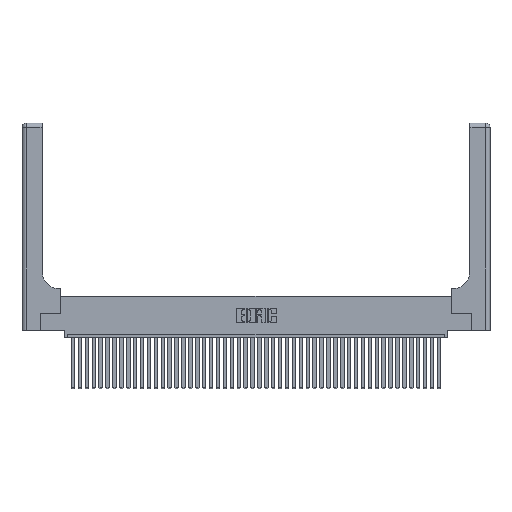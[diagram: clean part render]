
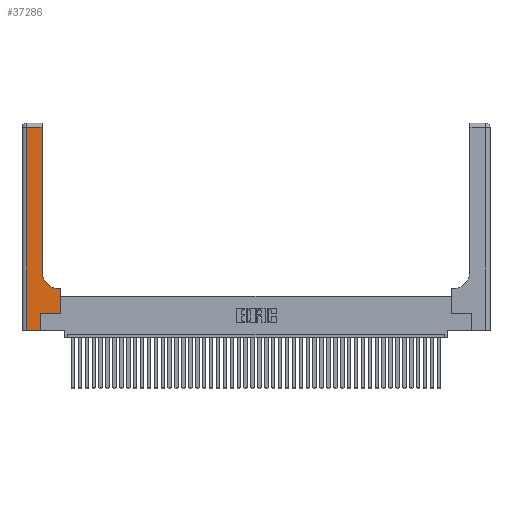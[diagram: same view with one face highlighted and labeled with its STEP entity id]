
A CAD part, top view. The second image highlights one B-rep face of the part: STEP entity #37286.
In plain terms, the highlighted planar face has unit normal (0, 0, 1).
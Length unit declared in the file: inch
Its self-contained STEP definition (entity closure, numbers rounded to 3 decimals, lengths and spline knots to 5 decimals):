
#292 = VERTEX_POINT ( 'NONE', #43613 ) ;
#2326 = DIRECTION ( 'NONE',  ( 0., 1., 0. ) ) ;
#2719 = ORIENTED_EDGE ( 'NONE', *, *, #24458, .T. ) ;
#3929 = ORIENTED_EDGE ( 'NONE', *, *, #5238, .T. ) ;
#4062 = DIRECTION ( 'NONE',  ( -1., 0., 0. ) ) ;
#4231 = DIRECTION ( 'NONE',  ( -1., 0., 0. ) ) ;
#4896 = LINE ( 'NONE', #41344, #41581 ) ;
#5234 = CARTESIAN_POINT ( 'NONE',  ( 0.5585, 0.25, 0.37 ) ) ;
#5238 = EDGE_CURVE ( 'NONE', #25144, #25722, #21532, .T. ) ;
#5270 = CARTESIAN_POINT ( 'NONE',  ( 0.06, 2.94, 0.37 ) ) ;
#6835 = VERTEX_POINT ( 'NONE', #11207 ) ;
#7168 = LINE ( 'NONE', #24764, #14624 ) ;
#7266 = CARTESIAN_POINT ( 'NONE',  ( 0.5415, 0.85, 0.37 ) ) ;
#9829 = EDGE_CURVE ( 'NONE', #292, #34597, #16263, .T. ) ;
#10064 = DIRECTION ( 'NONE',  ( -1., 0., 0. ) ) ;
#11207 = CARTESIAN_POINT ( 'NONE',  ( 0.5585, 0.6, 0.37 ) ) ;
#11236 = ORIENTED_EDGE ( 'NONE', *, *, #23190, .T. ) ;
#11598 = VECTOR ( 'NONE', #10064, 39.37008 ) ;
#11764 = FACE_OUTER_BOUND ( 'NONE', #20619, .T. ) ;
#12522 = LINE ( 'NONE', #5234, #34355 ) ;
#14624 = VECTOR ( 'NONE', #4062, 39.37008 ) ;
#14704 = LINE ( 'NONE', #43807, #21640 ) ;
#14749 = ORIENTED_EDGE ( 'NONE', *, *, #19548, .T. ) ;
#14970 = DIRECTION ( 'NONE',  ( 0., 0., -1. ) ) ;
#15288 = LINE ( 'NONE', #26433, #11598 ) ;
#15341 = CARTESIAN_POINT ( 'NONE',  ( 0.5585, 0.25, 0.37 ) ) ;
#16215 = ORIENTED_EDGE ( 'NONE', *, *, #9829, .T. ) ;
#16220 = EDGE_CURVE ( 'NONE', #34597, #6835, #12522, .T. ) ;
#16263 = LINE ( 'NONE', #33015, #43975 ) ;
#17098 = DIRECTION ( 'NONE',  ( 0., -1., 0. ) ) ;
#19456 = CARTESIAN_POINT ( 'NONE',  ( 0.2915, 0.85, 0.37 ) ) ;
#19548 = EDGE_CURVE ( 'NONE', #29546, #292, #36327, .T. ) ;
#20428 = CIRCLE ( 'NONE', #41087, 0.25 ) ;
#20619 = EDGE_LOOP ( 'NONE', ( #11236, #40082, #3929, #35154, #14749, #16215, #33752, #20631, #2719 ) ) ;
#20631 = ORIENTED_EDGE ( 'NONE', *, *, #22496, .T. ) ;
#20725 = VERTEX_POINT ( 'NONE', #26656 ) ;
#21072 = DIRECTION ( 'NONE',  ( 0., 0., -1. ) ) ;
#21532 = LINE ( 'NONE', #41226, #29527 ) ;
#21640 = VECTOR ( 'NONE', #27114, 39.37008 ) ;
#21801 = VERTEX_POINT ( 'NONE', #43887 ) ;
#22496 = EDGE_CURVE ( 'NONE', #6835, #21801, #15288, .T. ) ;
#23190 = EDGE_CURVE ( 'NONE', #36537, #20725, #14704, .T. ) ;
#24458 = EDGE_CURVE ( 'NONE', #21801, #36537, #20428, .T. ) ;
#24764 = CARTESIAN_POINT ( 'NONE',  ( 0., 2.94, 0.37 ) ) ;
#25144 = VERTEX_POINT ( 'NONE', #5270 ) ;
#25722 = VERTEX_POINT ( 'NONE', #32159 ) ;
#26433 = CARTESIAN_POINT ( 'NONE',  ( 0.2915, 0.6, 0.37 ) ) ;
#26656 = CARTESIAN_POINT ( 'NONE',  ( 0.2915, 2.94, 0.37 ) ) ;
#27114 = DIRECTION ( 'NONE',  ( 0., 1., 0. ) ) ;
#27282 = VECTOR ( 'NONE', #2326, 39.37008 ) ;
#27661 = DIRECTION ( 'NONE',  ( 1., 0., 0. ) ) ;
#27775 = PLANE ( 'NONE',  #34050 ) ;
#29055 = DIRECTION ( 'NONE',  ( 0., 1., 0. ) ) ;
#29293 = DIRECTION ( 'NONE',  ( 1., 0., 0. ) ) ;
#29527 = VECTOR ( 'NONE', #17098, 39.37008 ) ;
#29546 = VERTEX_POINT ( 'NONE', #36538 ) ;
#31195 = CARTESIAN_POINT ( 'NONE',  ( 0., 3., 0.37 ) ) ;
#32159 = CARTESIAN_POINT ( 'NONE',  ( 0.06, 0., 0.37 ) ) ;
#33015 = CARTESIAN_POINT ( 'NONE',  ( 0.269, 0.25, 0.37 ) ) ;
#33427 = CARTESIAN_POINT ( 'NONE',  ( 0.269, 0., 0.37 ) ) ;
#33752 = ORIENTED_EDGE ( 'NONE', *, *, #16220, .T. ) ;
#34050 = AXIS2_PLACEMENT_3D ( 'NONE', #31195, #21072, #4231 ) ;
#34355 = VECTOR ( 'NONE', #29055, 39.37008 ) ;
#34597 = VERTEX_POINT ( 'NONE', #15341 ) ;
#35154 = ORIENTED_EDGE ( 'NONE', *, *, #36686, .T. ) ;
#35226 = DIRECTION ( 'NONE',  ( 1., 0., 0. ) ) ;
#36327 = LINE ( 'NONE', #33427, #27282 ) ;
#36537 = VERTEX_POINT ( 'NONE', #19456 ) ;
#36538 = CARTESIAN_POINT ( 'NONE',  ( 0.269, 0., 0.37 ) ) ;
#36686 = EDGE_CURVE ( 'NONE', #25722, #29546, #4896, .T. ) ;
#37286 = ADVANCED_FACE ( 'NONE', ( #11764 ), #27775, .F. ) ;
#40082 = ORIENTED_EDGE ( 'NONE', *, *, #40525, .T. ) ;
#40525 = EDGE_CURVE ( 'NONE', #20725, #25144, #7168, .T. ) ;
#41087 = AXIS2_PLACEMENT_3D ( 'NONE', #7266, #14970, #35226 ) ;
#41226 = CARTESIAN_POINT ( 'NONE',  ( 0.06, 3., 0.37 ) ) ;
#41344 = CARTESIAN_POINT ( 'NONE',  ( 0., 0., 0.37 ) ) ;
#41581 = VECTOR ( 'NONE', #27661, 39.37008 ) ;
#43613 = CARTESIAN_POINT ( 'NONE',  ( 0.269, 0.25, 0.37 ) ) ;
#43807 = CARTESIAN_POINT ( 'NONE',  ( 0.2915, 3., 0.37 ) ) ;
#43887 = CARTESIAN_POINT ( 'NONE',  ( 0.5415, 0.6, 0.37 ) ) ;
#43975 = VECTOR ( 'NONE', #29293, 39.37008 ) ;
